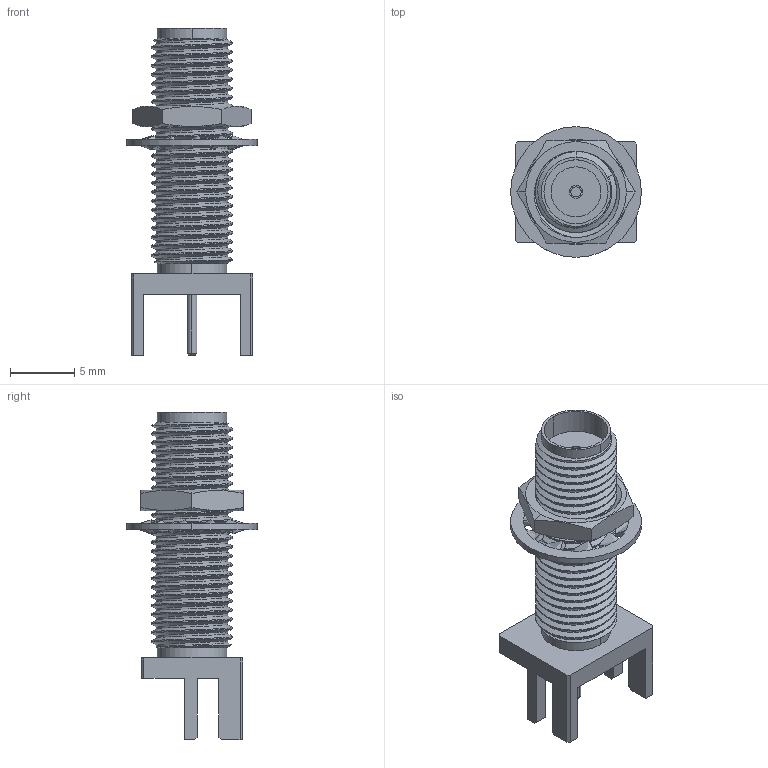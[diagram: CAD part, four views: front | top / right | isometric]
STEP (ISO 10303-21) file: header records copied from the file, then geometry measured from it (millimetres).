
FILE_DESCRIPTION (( 'STEP AP214' ), '1' );
FILE_NAME ('CONSMA003.062-L-G.STEP', '2020-11-05T21:47:45', ( '' ), ( '' ), 'SwSTEP 2.0', 'SolidWorks 2017', '' );
FILE_SCHEMA (( 'AUTOMOTIVE_DESIGN' ));
Length unit declared in the file: millimetre
Products named in the file (4): Nut; Washer; CONSMA003.062-L-G; CONSMA003.062-L
Assembly tree (3 placements, depth 2):
  CONSMA003.062-L-G
    CONSMA003.062-L
    Washer
    Nut
Bounding box: 10.2 x 10.2 x 25.6 mm (x, y, z)
Volume: 684.5 mm3; surface area: 1652.7 mm2
Topology: 6 solids, 6 shells, 202 faces, 508 edges, 322 vertices
Faces by surface type: cylinder 88, plane 58, bspline 46, cone 10
Entity records: 14867 total; most frequent: CARTESIAN_POINT 10347, ORIENTED_EDGE 1016, DIRECTION 720, EDGE_CURVE 508, VERTEX_POINT 322, VECTOR 270, LINE 270, AXIS2_PLACEMENT_3D 225
